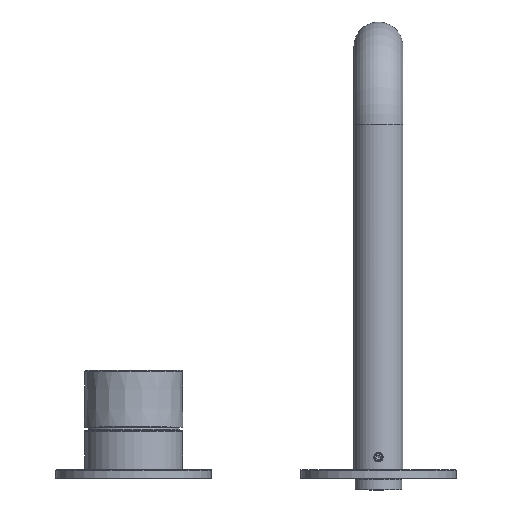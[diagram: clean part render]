
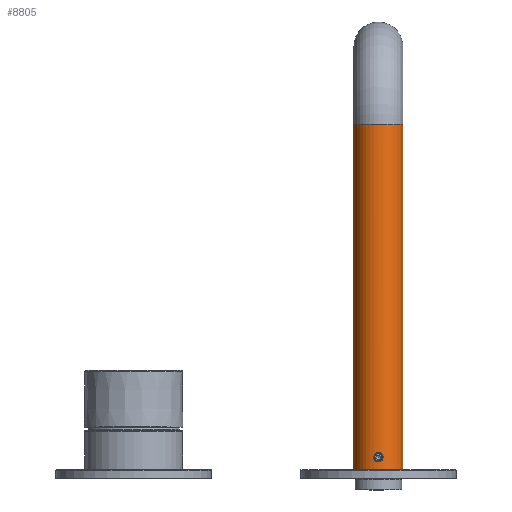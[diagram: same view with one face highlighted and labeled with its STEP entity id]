
A CAD part, left-side view. The second image highlights one B-rep face of the part: STEP entity #8805.
In plain terms, the highlighted cylindrical face has radius 11 mm (diameter 22 mm), a full revolution.
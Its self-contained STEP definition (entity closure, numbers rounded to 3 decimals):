
#141=B_SPLINE_CURVE_WITH_KNOTS('',3,(#11995,#11996,#11997,#11998,#11999,
#12000,#12001,#12002,#12003,#12004,#12005),.UNSPECIFIED.,.T.,.F.,(1,1,1,
1,1,1,1,1,1,1,1,1,1,1,1),(-0.005,-0.003,-0.002,
0.,0.002,0.003,0.005,0.007,
0.008,0.01,0.012,0.013,
0.015,0.016,0.018),.UNSPECIFIED.);
#1305=CYLINDRICAL_SURFACE('',#9343,11.);
#1502=ORIENTED_EDGE('',*,*,#3217,.F.);
#1503=ORIENTED_EDGE('',*,*,#3218,.T.);
#1504=ORIENTED_EDGE('',*,*,#3219,.T.);
#3217=EDGE_CURVE('',#4099,#4099,#141,.T.);
#3218=EDGE_CURVE('',#4100,#4100,#4713,.T.);
#3219=EDGE_CURVE('',#4101,#4101,#4714,.F.);
#4099=VERTEX_POINT('',#12006);
#4100=VERTEX_POINT('',#12008);
#4101=VERTEX_POINT('',#12010);
#4713=CIRCLE('',#9344,11.);
#4714=CIRCLE('',#9345,11.);
#5043=EDGE_LOOP('',(#1502));
#5044=EDGE_LOOP('',(#1503));
#5045=EDGE_LOOP('',(#1504));
#5645=FACE_BOUND('',#5043,.T.);
#5646=FACE_BOUND('',#5044,.T.);
#5647=FACE_BOUND('',#5045,.T.);
#8805=ADVANCED_FACE('',(#5645,#5646,#5647),#1305,.T.);
#9343=AXIS2_PLACEMENT_3D('',#11994,#10160,#10161);
#9344=AXIS2_PLACEMENT_3D('',#12007,#10162,#10163);
#9345=AXIS2_PLACEMENT_3D('',#12009,#10164,#10165);
#10160=DIRECTION('',(0.,1.,0.));
#10161=DIRECTION('',(0.,0.,1.));
#10162=DIRECTION('',(0.,1.,0.));
#10163=DIRECTION('',(0.,0.,1.));
#10164=DIRECTION('',(0.,1.,0.));
#10165=DIRECTION('',(0.,0.,1.));
#11994=CARTESIAN_POINT('',(0.,0.,0.));
#11995=CARTESIAN_POINT('',(-10.9,4.853,1.644));
#11996=CARTESIAN_POINT('',(-10.747,6.5,2.328));
#11997=CARTESIAN_POINT('',(-10.9,8.146,1.645));
#11998=CARTESIAN_POINT('',(-11.05,8.827,0.002));
#11999=CARTESIAN_POINT('',(-10.9,8.146,-1.646));
#12000=CARTESIAN_POINT('',(-10.747,6.501,-2.327));
#12001=CARTESIAN_POINT('',(-10.899,4.856,-1.647));
#12002=CARTESIAN_POINT('',(-11.05,4.173,-0.002));
#12003=CARTESIAN_POINT('',(-10.9,4.853,1.644));
#12004=CARTESIAN_POINT('',(-10.747,6.5,2.328));
#12005=CARTESIAN_POINT('',(-10.9,8.146,1.645));
#12006=CARTESIAN_POINT('',(-10.798,6.5,2.1));
#12007=CARTESIAN_POINT('',(0.,0.,0.));
#12008=CARTESIAN_POINT('',(0.,0.,11.));
#12009=CARTESIAN_POINT('',(0.,156.095,0.));
#12010=CARTESIAN_POINT('',(0.,156.095,11.));
